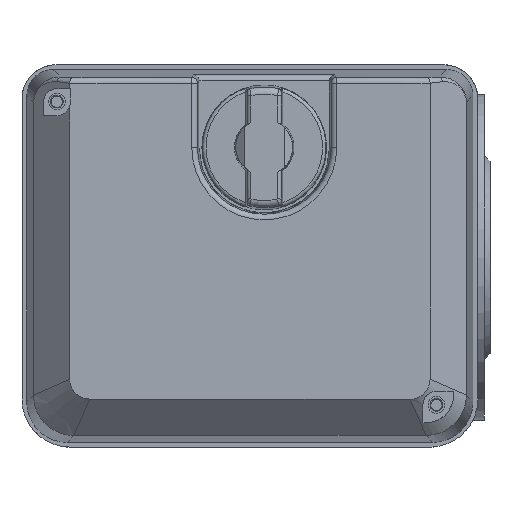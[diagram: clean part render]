
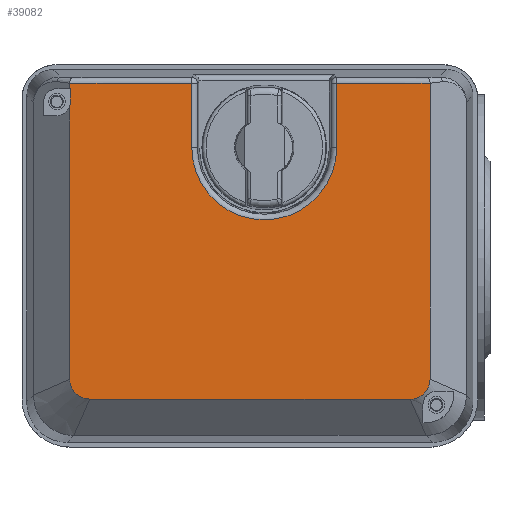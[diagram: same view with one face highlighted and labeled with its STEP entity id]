
A CAD part, top view. The second image highlights one B-rep face of the part: STEP entity #39082.
In plain terms, the highlighted planar face has unit normal (0, 0, 1).
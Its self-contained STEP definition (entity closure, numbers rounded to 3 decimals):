
#845=B_SPLINE_CURVE_WITH_KNOTS('',3,(#74453,#74454,#74455,#74456,#74457,
#74458,#74459),.UNSPECIFIED.,.F.,.F.,(4,1,1,1,4),(0.,0.25,0.5,0.75,1.),
 .UNSPECIFIED.);
#846=B_SPLINE_CURVE_WITH_KNOTS('',3,(#74463,#74464,#74465,#74466,#74467,
#74468,#74469),.UNSPECIFIED.,.F.,.F.,(4,1,1,1,4),(0.,0.25,0.5,0.75,1.),
 .UNSPECIFIED.);
#2095=LINE('',#74439,#5662);
#2096=LINE('',#74441,#5663);
#2097=LINE('',#74443,#5664);
#2098=LINE('',#74445,#5665);
#2099=LINE('',#74447,#5666);
#2100=LINE('',#74451,#5667);
#2101=LINE('',#74461,#5668);
#2102=LINE('',#74471,#5669);
#2103=LINE('',#74473,#5670);
#2104=LINE('',#74475,#5671);
#5662=VECTOR('',#46325,1.);
#5663=VECTOR('',#46326,1.);
#5664=VECTOR('',#46327,10.);
#5665=VECTOR('',#46328,1.);
#5666=VECTOR('',#46329,1.);
#5667=VECTOR('',#46332,10.);
#5668=VECTOR('',#46333,10.);
#5669=VECTOR('',#46334,10.);
#5670=VECTOR('',#46335,1.);
#5671=VECTOR('',#46336,1.);
#9849=FACE_OUTER_BOUND('',#12028,.T.);
#12028=EDGE_LOOP('',(#27156,#27157,#27158,#27159,#27160,#27161,#27162,#27163,
#27164,#27165,#27166,#27167,#27168,#27169));
#14266=CIRCLE('',#41576,4.75);
#14267=CIRCLE('',#41577,25.56);
#16164=VERTEX_POINT('',#74437);
#16165=VERTEX_POINT('',#74438);
#16166=VERTEX_POINT('',#74440);
#16167=VERTEX_POINT('',#74442);
#16168=VERTEX_POINT('',#74444);
#16169=VERTEX_POINT('',#74446);
#16170=VERTEX_POINT('',#74448);
#16171=VERTEX_POINT('',#74450);
#16172=VERTEX_POINT('',#74452);
#16173=VERTEX_POINT('',#74460);
#16174=VERTEX_POINT('',#74462);
#16175=VERTEX_POINT('',#74470);
#16176=VERTEX_POINT('',#74472);
#16177=VERTEX_POINT('',#74474);
#20511=EDGE_CURVE('',#16164,#16165,#2095,.T.);
#20512=EDGE_CURVE('',#16165,#16166,#2096,.T.);
#20513=EDGE_CURVE('',#16167,#16166,#2097,.T.);
#20514=EDGE_CURVE('',#16168,#16167,#2098,.T.);
#20515=EDGE_CURVE('',#16169,#16168,#2099,.T.);
#20516=EDGE_CURVE('',#16170,#16169,#14266,.T.);
#20517=EDGE_CURVE('',#16171,#16170,#2100,.T.);
#20518=EDGE_CURVE('',#16172,#16171,#845,.T.);
#20519=EDGE_CURVE('',#16173,#16172,#2101,.T.);
#20520=EDGE_CURVE('',#16174,#16173,#846,.T.);
#20521=EDGE_CURVE('',#16175,#16174,#2102,.T.);
#20522=EDGE_CURVE('',#16175,#16176,#2103,.T.);
#20523=EDGE_CURVE('',#16176,#16177,#2104,.T.);
#20524=EDGE_CURVE('',#16177,#16164,#14267,.T.);
#27156=ORIENTED_EDGE('',*,*,#20511,.T.);
#27157=ORIENTED_EDGE('',*,*,#20512,.T.);
#27158=ORIENTED_EDGE('',*,*,#20513,.F.);
#27159=ORIENTED_EDGE('',*,*,#20514,.F.);
#27160=ORIENTED_EDGE('',*,*,#20515,.F.);
#27161=ORIENTED_EDGE('',*,*,#20516,.F.);
#27162=ORIENTED_EDGE('',*,*,#20517,.F.);
#27163=ORIENTED_EDGE('',*,*,#20518,.F.);
#27164=ORIENTED_EDGE('',*,*,#20519,.F.);
#27165=ORIENTED_EDGE('',*,*,#20520,.F.);
#27166=ORIENTED_EDGE('',*,*,#20521,.F.);
#27167=ORIENTED_EDGE('',*,*,#20522,.T.);
#27168=ORIENTED_EDGE('',*,*,#20523,.T.);
#27169=ORIENTED_EDGE('',*,*,#20524,.T.);
#37543=PLANE('',#41575);
#39082=ADVANCED_FACE('',(#9849),#37543,.F.);
#41575=AXIS2_PLACEMENT_3D('',#74436,#46323,#46324);
#41576=AXIS2_PLACEMENT_3D('',#74449,#46330,#46331);
#41577=AXIS2_PLACEMENT_3D('',#74476,#46337,#46338);
#46323=DIRECTION('center_axis',(0.,0.,
-1.));
#46324=DIRECTION('ref_axis',(-1.,0.,0.));
#46325=DIRECTION('',(0.,1.,0.));
#46326=DIRECTION('',(-1.,0.,0.));
#46327=DIRECTION('',(0.,1.,0.));
#46328=DIRECTION('',(-1.,0.,0.));
#46329=DIRECTION('',(0.,1.,0.));
#46330=DIRECTION('center_axis',(0.,0.,
1.));
#46331=DIRECTION('ref_axis',(-1.,0.,0.));
#46332=DIRECTION('',(0.,1.,0.));
#46333=DIRECTION('',(-1.,0.,0.));
#46334=DIRECTION('',(0.,-1.,0.));
#46335=DIRECTION('',(-1.,0.,0.));
#46336=DIRECTION('',(0.,-1.,0.));
#46337=DIRECTION('center_axis',(0.,0.,
-1.));
#46338=DIRECTION('ref_axis',(-1.,0.,0.));
#74436=CARTESIAN_POINT('Origin',(138.696,-50.39,358.673));
#74437=CARTESIAN_POINT('',(54.847,38.2,358.673));
#74438=CARTESIAN_POINT('',(54.847,60.815,358.673));
#74439=CARTESIAN_POINT('',(54.847,-50.39,358.673));
#74440=CARTESIAN_POINT('',(11.856,60.799,358.672));
#74441=CARTESIAN_POINT('',(11.856,60.815,358.673));
#74442=CARTESIAN_POINT('',(11.856,58.9,358.673));
#74443=CARTESIAN_POINT('',(11.856,58.9,358.673));
#74444=CARTESIAN_POINT('',(12.056,58.9,358.673));
#74445=CARTESIAN_POINT('',(12.056,58.9,358.673));
#74446=CARTESIAN_POINT('',(12.056,54.15,358.673));
#74447=CARTESIAN_POINT('',(12.056,54.15,358.673));
#74448=CARTESIAN_POINT('',(11.856,52.786,358.673));
#74449=CARTESIAN_POINT('Origin',(7.306,54.15,358.673));
#74450=CARTESIAN_POINT('',(11.856,-43.55,358.673));
#74451=CARTESIAN_POINT('',(11.856,-43.55,358.673));
#74452=CARTESIAN_POINT('',(18.856,-50.55,358.673));
#74453=CARTESIAN_POINT('Ctrl Pts',(18.856,-50.55,358.673));
#74454=CARTESIAN_POINT('Ctrl Pts',(17.94,-50.55,358.673));
#74455=CARTESIAN_POINT('Ctrl Pts',(16.108,-50.185,358.673));
#74456=CARTESIAN_POINT('Ctrl Pts',(13.778,-48.629,358.673));
#74457=CARTESIAN_POINT('Ctrl Pts',(12.221,-46.299,358.673));
#74458=CARTESIAN_POINT('Ctrl Pts',(11.856,-44.466,358.673));
#74459=CARTESIAN_POINT('Ctrl Pts',(11.856,-43.55,358.673));
#74460=CARTESIAN_POINT('',(131.856,-50.55,358.673));
#74461=CARTESIAN_POINT('',(131.856,-50.55,358.673));
#74462=CARTESIAN_POINT('',(138.856,-43.55,358.673));
#74463=CARTESIAN_POINT('Ctrl Pts',(138.856,-43.55,358.673));
#74464=CARTESIAN_POINT('Ctrl Pts',(138.856,-44.466,358.673));
#74465=CARTESIAN_POINT('Ctrl Pts',(138.492,-46.298,358.673));
#74466=CARTESIAN_POINT('Ctrl Pts',(136.935,-48.629,358.673));
#74467=CARTESIAN_POINT('Ctrl Pts',(134.605,-50.185,358.673));
#74468=CARTESIAN_POINT('Ctrl Pts',(132.773,-50.55,358.673));
#74469=CARTESIAN_POINT('Ctrl Pts',(131.856,-50.55,358.673));
#74470=CARTESIAN_POINT('',(138.857,60.802,358.672));
#74471=CARTESIAN_POINT('',(138.856,60.802,358.673));
#74472=CARTESIAN_POINT('',(105.966,60.815,358.673));
#74473=CARTESIAN_POINT('',(104.035,60.815,358.673));
#74474=CARTESIAN_POINT('',(105.966,38.2,358.673));
#74475=CARTESIAN_POINT('',(105.966,-50.39,358.673));
#74476=CARTESIAN_POINT('Origin',(80.406,38.2,358.673));
